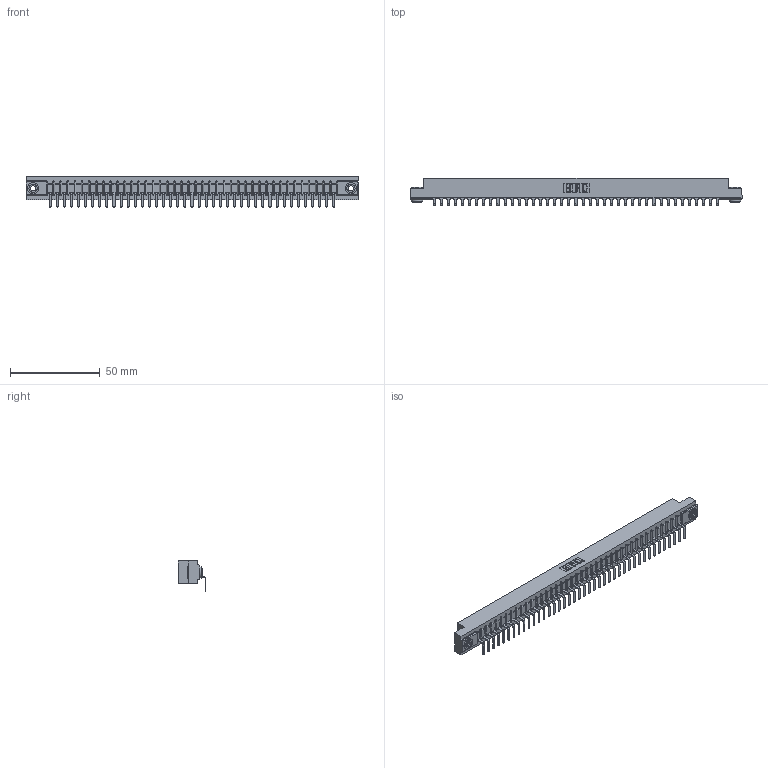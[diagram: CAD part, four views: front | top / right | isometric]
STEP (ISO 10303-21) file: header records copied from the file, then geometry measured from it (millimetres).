
FILE_DESCRIPTION (( 'STEP AP203' ), '1' );
FILE_NAME ('307-041-559-103.STEP', '2019-09-05T17:16:34', ( '' ), ( '' ), 'SwSTEP 2.0', 'SolidWorks 2016', '' );
FILE_SCHEMA (( 'CONFIG_CONTROL_DESIGN' ));
Length unit declared in the file: inch
Products named in the file (4): 307-290-001_558 559 - 1 (Single); 307 Part_.156 Dia Mounting Holes; 345-250-002_345-250-002-102; 307-041-559-103
Assembly tree (44 placements, depth 2):
  307-041-559-103
    307 Part_.156 Dia Mounting Holes
    307-290-001_558 559 - 1 (Single)  x41
    345-250-002_345-250-002-102  x2
Bounding box: 185.47 x 15.46 x 16.8 mm (x, y, z)
Volume: 19299.9 mm3; surface area: 20973.3 mm2
Topology: 44 solids, 44 shells, 2672 faces, 7569 edges, 4874 vertices
Faces by surface type: plane 1693, cylinder 887, sphere 84, cone 8
Entity records: 36441 total; most frequent: CARTESIAN_POINT 6117, ORIENTED_EDGE 6094, DIRECTION 5965, EDGE_CURVE 3047, LINE 2329, VECTOR 2329, VERTEX_POINT 1970, AXIS2_PLACEMENT_3D 1818
